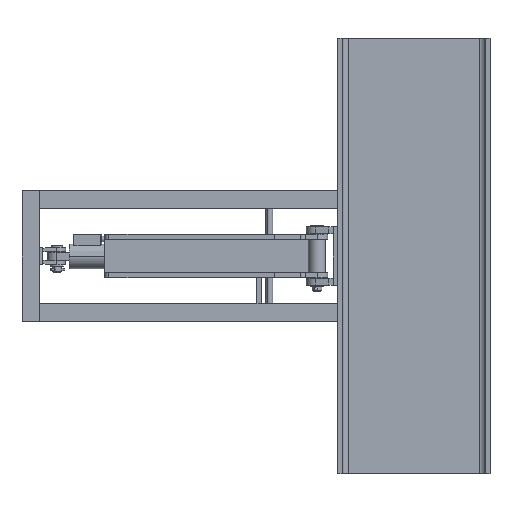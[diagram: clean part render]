
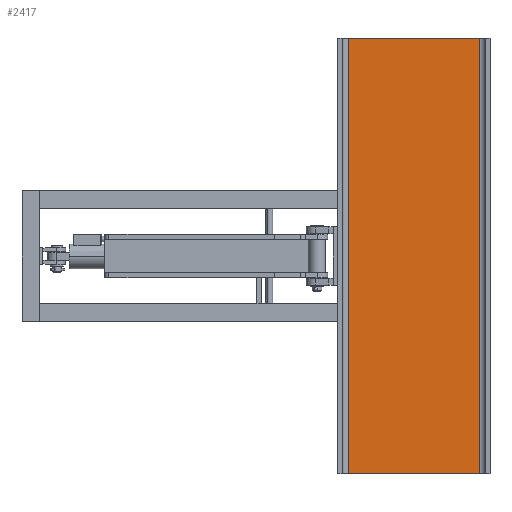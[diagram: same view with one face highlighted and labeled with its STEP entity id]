
A CAD part, left-side view. The second image highlights one B-rep face of the part: STEP entity #2417.
In plain terms, the highlighted free-form (B-spline) face has degree [1, 1] with [2, 2] control points.
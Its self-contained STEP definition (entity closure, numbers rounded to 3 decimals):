
#2391 = VERTEX_POINT('',#2392);
#2392 = CARTESIAN_POINT('',(-3.653,-25.051,
    521.891));
#2398 = EDGE_CURVE('',#2391,#2399,#2401,.T.);
#2399 = VERTEX_POINT('',#2400);
#2400 = CARTESIAN_POINT('',(-3.653,-25.051,
    -521.891));
#2401 = B_SPLINE_CURVE_WITH_KNOTS('',1,(#2402,#2403),.UNSPECIFIED.,.F.,
  .F.,(2,2),(-0.,1000.),.PIECEWISE_BEZIER_KNOTS.);
#2402 = CARTESIAN_POINT('',(-3.653,-25.051,
    521.891));
#2403 = CARTESIAN_POINT('',(-3.653,-25.051,
    -521.891));
#2417 = ADVANCED_FACE('',(#2418),#2440,.F.);
#2418 = FACE_BOUND('',#2419,.T.);
#2419 = EDGE_LOOP('',(#2420,#2427,#2434,#2439));
#2420 = ORIENTED_EDGE('',*,*,#2421,.T.);
#2421 = EDGE_CURVE('',#2399,#2422,#2424,.T.);
#2422 = VERTEX_POINT('',#2423);
#2423 = CARTESIAN_POINT('',(-3.653,-340.273,
    -521.891));
#2424 = B_SPLINE_CURVE_WITH_KNOTS('',1,(#2425,#2426),.UNSPECIFIED.,.F.,
  .F.,(2,2),(0.,302.),.PIECEWISE_BEZIER_KNOTS.);
#2425 = CARTESIAN_POINT('',(-3.653,-25.051,
    -521.891));
#2426 = CARTESIAN_POINT('',(-3.653,-340.273,
    -521.891));
#2427 = ORIENTED_EDGE('',*,*,#2428,.F.);
#2428 = EDGE_CURVE('',#2429,#2422,#2431,.T.);
#2429 = VERTEX_POINT('',#2430);
#2430 = CARTESIAN_POINT('',(-3.653,-340.273,
    521.891));
#2431 = B_SPLINE_CURVE_WITH_KNOTS('',1,(#2432,#2433),.UNSPECIFIED.,.F.,
  .F.,(2,2),(-0.,1000.),.PIECEWISE_BEZIER_KNOTS.);
#2432 = CARTESIAN_POINT('',(-3.653,-340.273,
    521.891));
#2433 = CARTESIAN_POINT('',(-3.653,-340.273,
    -521.891));
#2434 = ORIENTED_EDGE('',*,*,#2435,.F.);
#2435 = EDGE_CURVE('',#2391,#2429,#2436,.T.);
#2436 = B_SPLINE_CURVE_WITH_KNOTS('',1,(#2437,#2438),.UNSPECIFIED.,.F.,
  .F.,(2,2),(0.,302.),.PIECEWISE_BEZIER_KNOTS.);
#2437 = CARTESIAN_POINT('',(-3.653,-25.051,
    521.891));
#2438 = CARTESIAN_POINT('',(-3.653,-340.273,
    521.891));
#2439 = ORIENTED_EDGE('',*,*,#2398,.T.);
#2440 = B_SPLINE_SURFACE_WITH_KNOTS('',1,1,(
    (#2441,#2442)
    ,(#2443,#2444
    )),.UNSPECIFIED.,.F.,.F.,.F.,(2,2),(2,2),(-0.,1000.),(-302.,0.),
  .PIECEWISE_BEZIER_KNOTS.);
#2441 = CARTESIAN_POINT('',(-3.653,-340.273,
    521.891));
#2442 = CARTESIAN_POINT('',(-3.653,-25.051,
    521.891));
#2443 = CARTESIAN_POINT('',(-3.653,-340.273,
    -521.891));
#2444 = CARTESIAN_POINT('',(-3.653,-25.051,
    -521.891));
